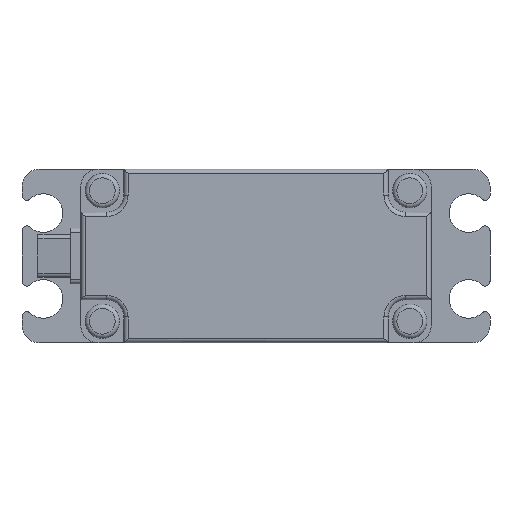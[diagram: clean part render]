
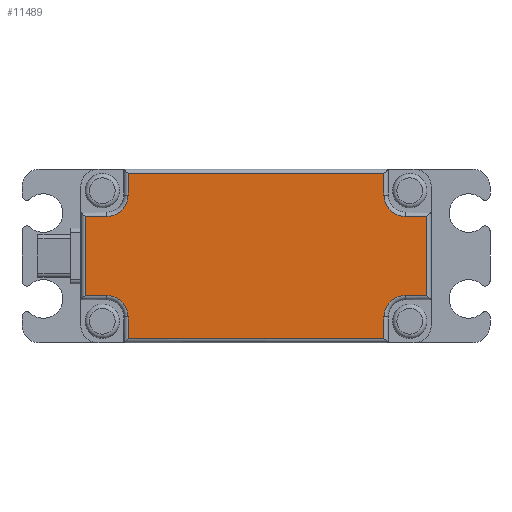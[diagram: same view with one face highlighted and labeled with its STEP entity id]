
A CAD part, front view. The second image highlights one B-rep face of the part: STEP entity #11489.
In plain terms, the highlighted planar face has unit normal (0, -1, 0).
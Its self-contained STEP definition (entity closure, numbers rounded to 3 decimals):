
#896=CIRCLE('',#12280,2.5);
#900=CIRCLE('',#12290,2.5);
#904=CIRCLE('',#12302,2.5);
#908=CIRCLE('',#12309,2.5);
#1602=FACE_OUTER_BOUND('',#2304,.T.);
#2304=EDGE_LOOP('',(#10313,#10314,#10315,#10316,#10317,#10318,#10319,#10320,
#10321,#10322,#10323,#10324,#10325,#10326,#10327,#10328));
#3264=LINE('',#20597,#4261);
#3266=LINE('',#20606,#4263);
#3267=LINE('',#20616,#4264);
#3270=LINE('',#20625,#4267);
#3272=LINE('',#20631,#4269);
#3273=LINE('',#20640,#4270);
#3275=LINE('',#20646,#4272);
#3278=LINE('',#20654,#4275);
#3280=LINE('',#20661,#4277);
#3281=LINE('',#20669,#4278);
#3284=LINE('',#20676,#4281);
#3285=LINE('',#20684,#4282);
#4261=VECTOR('',#14757,10.);
#4263=VECTOR('',#14765,10.);
#4264=VECTOR('',#14778,10.);
#4267=VECTOR('',#14787,10.);
#4269=VECTOR('',#14793,10.);
#4270=VECTOR('',#14804,10.);
#4272=VECTOR('',#14810,10.);
#4275=VECTOR('',#14817,10.);
#4277=VECTOR('',#14825,10.);
#4278=VECTOR('',#14836,10.);
#4281=VECTOR('',#14843,10.);
#4282=VECTOR('',#14854,10.);
#5427=VERTEX_POINT('',#20594);
#5428=VERTEX_POINT('',#20596);
#5431=VERTEX_POINT('',#20603);
#5432=VERTEX_POINT('',#20605);
#5434=VERTEX_POINT('',#20610);
#5435=VERTEX_POINT('',#20615);
#5438=VERTEX_POINT('',#20623);
#5440=VERTEX_POINT('',#20629);
#5442=VERTEX_POINT('',#20634);
#5443=VERTEX_POINT('',#20639);
#5445=VERTEX_POINT('',#20645);
#5448=VERTEX_POINT('',#20653);
#5450=VERTEX_POINT('',#20659);
#5452=VERTEX_POINT('',#20664);
#5454=VERTEX_POINT('',#20674);
#5456=VERTEX_POINT('',#20679);
#7039=EDGE_CURVE('',#5427,#5428,#3264,.T.);
#7043=EDGE_CURVE('',#5431,#5432,#3266,.T.);
#7046=EDGE_CURVE('',#5434,#5431,#896,.T.);
#7048=EDGE_CURVE('',#5435,#5434,#3267,.T.);
#7053=EDGE_CURVE('',#5438,#5435,#3270,.T.);
#7056=EDGE_CURVE('',#5440,#5438,#3272,.T.);
#7058=EDGE_CURVE('',#5442,#5440,#900,.T.);
#7060=EDGE_CURVE('',#5443,#5442,#3273,.T.);
#7063=EDGE_CURVE('',#5445,#5443,#3275,.T.);
#7067=EDGE_CURVE('',#5432,#5448,#3278,.T.);
#7071=EDGE_CURVE('',#5450,#5445,#3280,.T.);
#7073=EDGE_CURVE('',#5452,#5450,#904,.T.);
#7075=EDGE_CURVE('',#5428,#5452,#3281,.T.);
#7079=EDGE_CURVE('',#5454,#5427,#3284,.T.);
#7081=EDGE_CURVE('',#5456,#5454,#908,.T.);
#7083=EDGE_CURVE('',#5448,#5456,#3285,.T.);
#10313=ORIENTED_EDGE('',*,*,#7043,.F.);
#10314=ORIENTED_EDGE('',*,*,#7046,.F.);
#10315=ORIENTED_EDGE('',*,*,#7048,.F.);
#10316=ORIENTED_EDGE('',*,*,#7053,.F.);
#10317=ORIENTED_EDGE('',*,*,#7056,.F.);
#10318=ORIENTED_EDGE('',*,*,#7058,.F.);
#10319=ORIENTED_EDGE('',*,*,#7060,.F.);
#10320=ORIENTED_EDGE('',*,*,#7063,.F.);
#10321=ORIENTED_EDGE('',*,*,#7071,.F.);
#10322=ORIENTED_EDGE('',*,*,#7073,.F.);
#10323=ORIENTED_EDGE('',*,*,#7075,.F.);
#10324=ORIENTED_EDGE('',*,*,#7039,.F.);
#10325=ORIENTED_EDGE('',*,*,#7079,.F.);
#10326=ORIENTED_EDGE('',*,*,#7081,.F.);
#10327=ORIENTED_EDGE('',*,*,#7083,.F.);
#10328=ORIENTED_EDGE('',*,*,#7067,.F.);
#10852=PLANE('',#12322);
#11489=ADVANCED_FACE('',(#1602),#10852,.T.);
#12280=AXIS2_PLACEMENT_3D('',#20612,#14772,#14773);
#12290=AXIS2_PLACEMENT_3D('',#20636,#14798,#14799);
#12302=AXIS2_PLACEMENT_3D('',#20666,#14830,#14831);
#12309=AXIS2_PLACEMENT_3D('',#20681,#14848,#14849);
#12322=AXIS2_PLACEMENT_3D('',#20736,#14899,#14900);
#14757=DIRECTION('',(-1.,0.,0.));
#14765=DIRECTION('',(1.,0.,0.));
#14772=DIRECTION('center_axis',(0.,-1.,0.));
#14773=DIRECTION('ref_axis',(-0.707,0.,-0.707));
#14778=DIRECTION('',(0.,0.,-1.));
#14787=DIRECTION('',(1.,0.,0.));
#14793=DIRECTION('',(0.,0.,1.));
#14798=DIRECTION('center_axis',(0.,-1.,0.));
#14799=DIRECTION('ref_axis',(0.707,0.,-0.707));
#14804=DIRECTION('',(1.,0.,0.));
#14810=DIRECTION('',(0.,0.,1.));
#14817=DIRECTION('',(0.,0.,-1.));
#14825=DIRECTION('',(-1.,0.,0.));
#14830=DIRECTION('center_axis',(0.,-1.,0.));
#14831=DIRECTION('ref_axis',(0.707,0.,0.707));
#14836=DIRECTION('',(0.,0.,1.));
#14843=DIRECTION('',(0.,0.,-1.));
#14848=DIRECTION('center_axis',(0.,-1.,0.));
#14849=DIRECTION('ref_axis',(-0.707,0.,0.707));
#14854=DIRECTION('',(-1.,0.,0.));
#14899=DIRECTION('center_axis',(0.,-1.,0.));
#14900=DIRECTION('ref_axis',(1.,0.,0.));
#20594=CARTESIAN_POINT('',(14.9,-8.375,-9.6));
#20596=CARTESIAN_POINT('',(-14.9,-8.375,-9.6));
#20597=CARTESIAN_POINT('',(-10.384,-8.375,-9.6));
#20603=CARTESIAN_POINT('',(17.4,-8.375,4.6));
#20605=CARTESIAN_POINT('',(19.9,-8.375,4.6));
#20606=CARTESIAN_POINT('',(-2.5,-8.375,4.6));
#20610=CARTESIAN_POINT('',(14.9,-8.375,7.1));
#20612=CARTESIAN_POINT('Origin',(17.4,-8.375,7.1));
#20615=CARTESIAN_POINT('',(14.9,-8.375,9.6));
#20616=CARTESIAN_POINT('',(14.9,-8.375,5.05));
#20623=CARTESIAN_POINT('',(-14.9,-8.375,9.6));
#20625=CARTESIAN_POINT('',(-10.384,-8.375,9.6));
#20629=CARTESIAN_POINT('',(-14.9,-8.375,7.1));
#20631=CARTESIAN_POINT('',(-14.9,-8.375,5.05));
#20634=CARTESIAN_POINT('',(-17.4,-8.375,4.6));
#20636=CARTESIAN_POINT('Origin',(-17.4,-8.375,7.1));
#20639=CARTESIAN_POINT('',(-19.9,-8.375,4.6));
#20640=CARTESIAN_POINT('',(-17.9,-8.375,4.6));
#20645=CARTESIAN_POINT('',(-19.9,-8.375,-4.6));
#20646=CARTESIAN_POINT('',(-19.9,-8.375,0.));
#20653=CARTESIAN_POINT('',(19.9,-8.375,-4.6));
#20654=CARTESIAN_POINT('',(19.9,-8.375,0.));
#20659=CARTESIAN_POINT('',(-17.4,-8.375,-4.6));
#20661=CARTESIAN_POINT('',(-17.9,-8.375,-4.6));
#20664=CARTESIAN_POINT('',(-14.9,-8.375,-7.1));
#20666=CARTESIAN_POINT('Origin',(-17.4,-8.375,-7.1));
#20669=CARTESIAN_POINT('',(-14.9,-8.375,-5.05));
#20674=CARTESIAN_POINT('',(14.9,-8.375,-7.1));
#20676=CARTESIAN_POINT('',(14.9,-8.375,-5.05));
#20679=CARTESIAN_POINT('',(17.4,-8.375,-4.6));
#20681=CARTESIAN_POINT('Origin',(17.4,-8.375,-7.1));
#20684=CARTESIAN_POINT('',(-2.5,-8.375,-4.6));
#20736=CARTESIAN_POINT('Origin',(-20.4,-8.375,0.));
